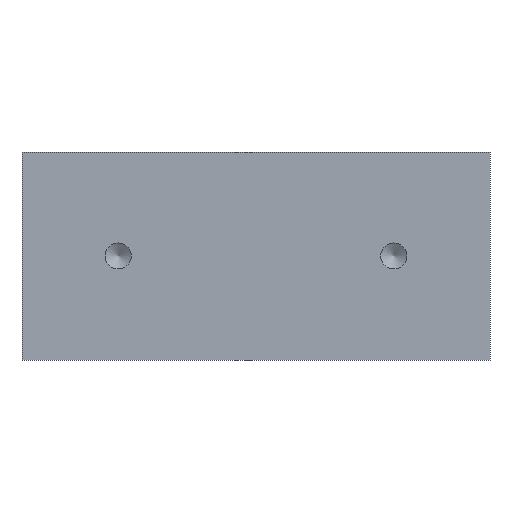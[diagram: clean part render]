
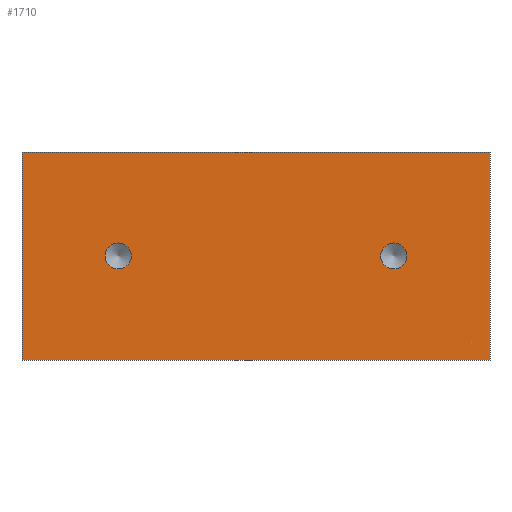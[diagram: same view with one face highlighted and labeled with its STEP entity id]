
A CAD part, front view. The second image highlights one B-rep face of the part: STEP entity #1710.
In plain terms, the highlighted planar face has unit normal (0, -1, 0).
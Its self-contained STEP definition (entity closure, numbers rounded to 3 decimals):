
#44=CIRCLE('',#1789,2.5);
#45=CIRCLE('',#1790,2.5);
#137=ORIENTED_EDGE('',*,*,#468,.T.);
#138=ORIENTED_EDGE('',*,*,#469,.T.);
#139=ORIENTED_EDGE('',*,*,#470,.F.);
#140=ORIENTED_EDGE('',*,*,#467,.F.);
#141=ORIENTED_EDGE('',*,*,#425,.T.);
#142=ORIENTED_EDGE('',*,*,#460,.T.);
#425=EDGE_CURVE('',#594,#592,#713,.T.);
#460=EDGE_CURVE('',#592,#627,#739,.F.);
#467=EDGE_CURVE('',#594,#632,#744,.F.);
#468=EDGE_CURVE('',#633,#633,#44,.T.);
#469=EDGE_CURVE('',#634,#634,#45,.T.);
#470=EDGE_CURVE('',#632,#627,#745,.T.);
#592=VERTEX_POINT('',#2170);
#594=VERTEX_POINT('',#2173);
#627=VERTEX_POINT('',#2326);
#632=VERTEX_POINT('',#2340);
#633=VERTEX_POINT('',#2344);
#634=VERTEX_POINT('',#2346);
#713=LINE('',#2172,#853);
#739=LINE('',#2328,#879);
#744=LINE('',#2341,#884);
#745=LINE('',#2347,#885);
#853=VECTOR('',#1874,1000.);
#879=VECTOR('',#1902,1000.);
#884=VECTOR('',#1915,1000.);
#885=VECTOR('',#1922,1000.);
#986=EDGE_LOOP('',(#137));
#987=EDGE_LOOP('',(#138));
#988=EDGE_LOOP('',(#139,#140,#141,#142));
#1074=FACE_BOUND('',#986,.T.);
#1075=FACE_BOUND('',#987,.T.);
#1076=FACE_BOUND('',#988,.T.);
#1158=PLANE('',#1788);
#1710=ADVANCED_FACE('',(#1074,#1075,#1076),#1158,.T.);
#1788=AXIS2_PLACEMENT_3D('',#2342,#1916,#1917);
#1789=AXIS2_PLACEMENT_3D('',#2343,#1918,#1919);
#1790=AXIS2_PLACEMENT_3D('',#2345,#1920,#1921);
#1874=DIRECTION('',(-1.,0.,0.));
#1902=DIRECTION('',(0.,0.,1.));
#1915=DIRECTION('',(0.,0.,1.));
#1916=DIRECTION('',(0.,-1.,0.));
#1917=DIRECTION('',(1.,0.,0.));
#1918=DIRECTION('',(0.,1.,0.));
#1919=DIRECTION('',(1.,0.,0.));
#1920=DIRECTION('',(0.,1.,0.));
#1921=DIRECTION('',(1.,0.,0.));
#1922=DIRECTION('',(-1.,0.,0.));
#2170=CARTESIAN_POINT('',(-45.,-1.5,20.));
#2172=CARTESIAN_POINT('',(35.,-1.5,20.));
#2173=CARTESIAN_POINT('',(45.,-1.5,20.));
#2326=CARTESIAN_POINT('',(-45.,-1.5,-20.));
#2328=CARTESIAN_POINT('',(-45.,-1.5,20.));
#2340=CARTESIAN_POINT('',(45.,-1.5,-20.));
#2341=CARTESIAN_POINT('',(45.,-1.5,20.));
#2342=CARTESIAN_POINT('',(35.,-1.5,20.));
#2343=CARTESIAN_POINT('',(26.5,-1.5,0.));
#2344=CARTESIAN_POINT('',(29.,-1.5,0.));
#2345=CARTESIAN_POINT('',(-26.5,-1.5,0.));
#2346=CARTESIAN_POINT('',(-24.,-1.5,0.));
#2347=CARTESIAN_POINT('',(35.,-1.5,-20.));
